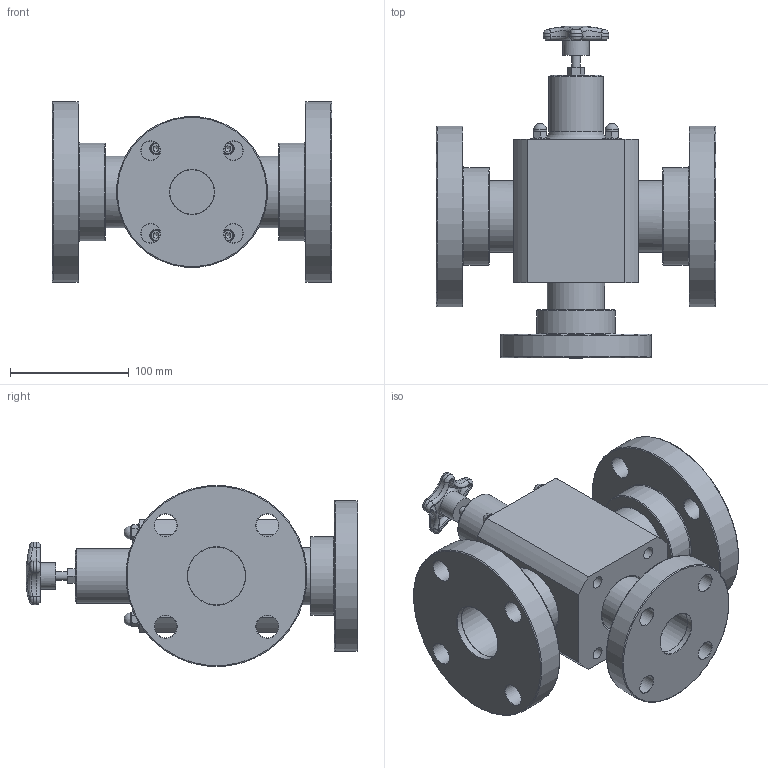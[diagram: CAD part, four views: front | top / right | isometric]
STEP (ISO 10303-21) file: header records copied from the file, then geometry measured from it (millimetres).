
FILE_DESCRIPTION((''),'2;1');
FILE_NAME('TVPF20-PVC-G_R0.stp','2017-07-25T09:51:29',('salesdesk5'),(''),'Autodesk Inventor 2009','Autodesk Inventor 2009','');
FILE_SCHEMA(('AUTOMOTIVE_DESIGN { 1 0 10303 214 1 1 1 1 }'));
Length unit declared in the file: inch
Products named in the file (1): TVPF20-PVC-G_R0
Bounding box: 234.95 x 278.93 x 151.82 mm (x, y, z)
Volume: 2304337.3 mm3; surface area: 312086.7 mm2
Topology: 1 solids, 9 shells, 469 faces, 1078 edges, 663 vertices
Faces by surface type: plane 171, bspline 112, cylinder 88, torus 54, cone 27, sphere 17
Full cylindrical faces by diameter (mm): 4.445 x4, 4.775 x1, 7.442 x1, 9.525 x4, 10.998 x4, 11.113 x1, 15.875 x4, 16.002 x4, 18.923 x8, 19.558 x2, 22.098 x1, 27.33 x1, 37.49 x1, 38.1 x1, 45.72 x1, 47.142 x1, 48.26 x1, 48.59 x2, 49.251 x2, 60.325 x2, 66.548 x1, 82.398 x2, 127 x1, 152.4 x2
Entity records: 17421 total; most frequent: CARTESIAN_POINT 7609, ORIENTED_EDGE 1850, DIRECTION 1846, EDGE_CURVE 925, AXIS2_PLACEMENT_3D 807, EDGE_LOOP 665, VERTEX_POINT 644, FACE_OUTER_BOUND 469
